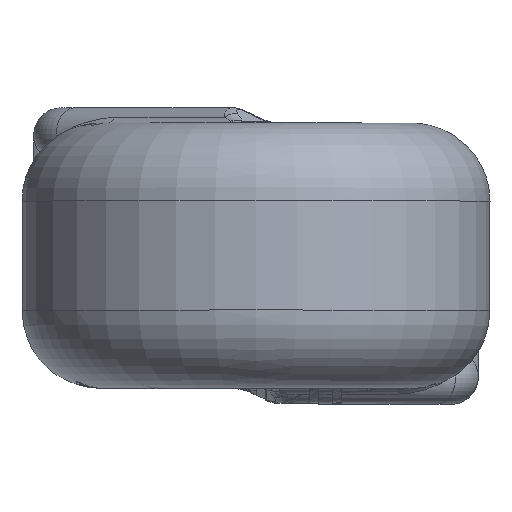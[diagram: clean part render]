
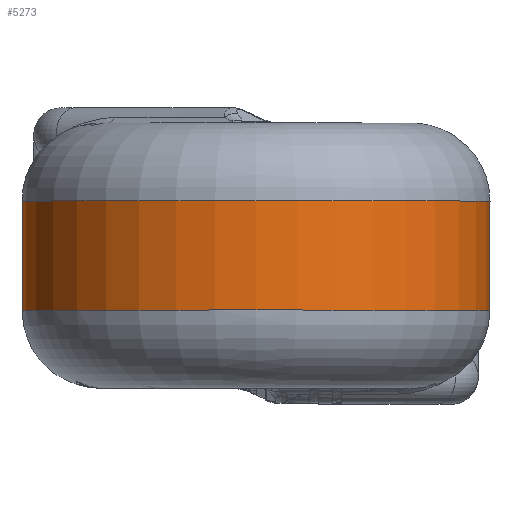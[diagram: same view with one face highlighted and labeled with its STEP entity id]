
A CAD part, top view. The second image highlights one B-rep face of the part: STEP entity #5273.
In plain terms, the highlighted cylindrical face has radius 3 mm (diameter 6 mm), a full revolution.
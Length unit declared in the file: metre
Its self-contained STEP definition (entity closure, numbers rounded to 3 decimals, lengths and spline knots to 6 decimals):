
#594=CYLINDRICAL_SURFACE('',#5509,0.003);
#715=CIRCLE('',#5506,0.003);
#716=CIRCLE('',#5510,0.003);
#853=ORIENTED_EDGE('',*,*,#1993,.F.);
#854=ORIENTED_EDGE('',*,*,#1994,.T.);
#1993=EDGE_CURVE('',#2569,#2569,#715,.T.);
#1994=EDGE_CURVE('',#2570,#2570,#716,.T.);
#2569=VERTEX_POINT('',#6918);
#2570=VERTEX_POINT('',#6923);
#3259=EDGE_LOOP('',(#853));
#3260=EDGE_LOOP('',(#854));
#3497=FACE_BOUND('',#3259,.T.);
#3498=FACE_BOUND('',#3260,.T.);
#5273=ADVANCED_FACE('',(#3497,#3498),#594,.T.);
#5506=AXIS2_PLACEMENT_3D('',#6917,#5777,#5778);
#5509=AXIS2_PLACEMENT_3D('',#6921,#5783,#5784);
#5510=AXIS2_PLACEMENT_3D('',#6922,#5785,#5786);
#5777=DIRECTION('',(0.,1.,0.));
#5778=DIRECTION('',(0.,0.,1.));
#5783=DIRECTION('',(0.,1.,0.));
#5784=DIRECTION('',(0.,0.,1.));
#5785=DIRECTION('',(0.,1.,0.));
#5786=DIRECTION('',(0.,0.,1.));
#6917=CARTESIAN_POINT('',(0.,0.0007,0.));
#6918=CARTESIAN_POINT('',(0.,0.0007,0.003));
#6921=CARTESIAN_POINT('',(0.,-0.0017,0.));
#6922=CARTESIAN_POINT('',(0.,-0.0007,0.));
#6923=CARTESIAN_POINT('',(0.,-0.0007,0.003));
